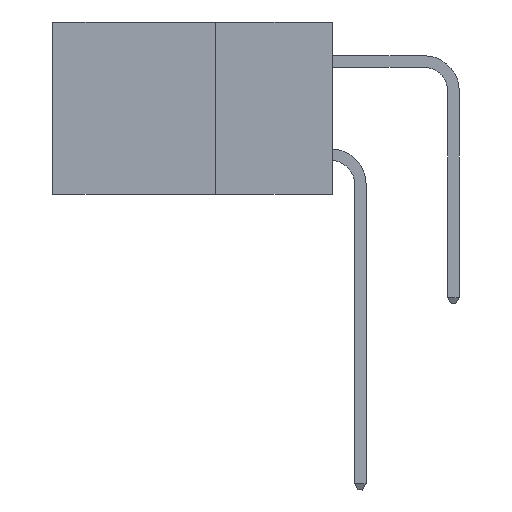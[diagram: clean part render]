
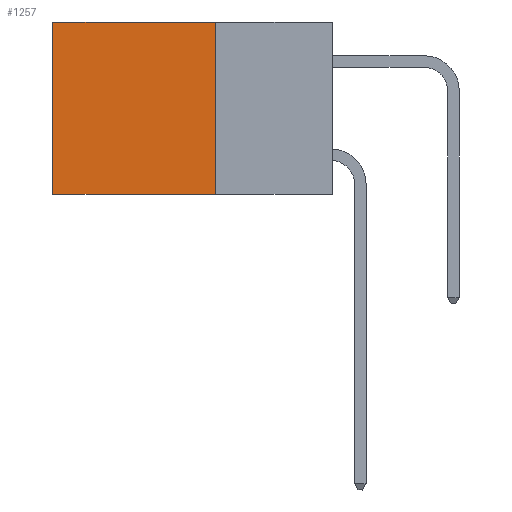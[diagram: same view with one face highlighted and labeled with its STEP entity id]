
A CAD part, left-side view. The second image highlights one B-rep face of the part: STEP entity #1257.
In plain terms, the highlighted planar face has unit normal (-1, 0, 0).
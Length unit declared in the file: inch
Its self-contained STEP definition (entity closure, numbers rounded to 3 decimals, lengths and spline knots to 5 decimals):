
#1257 = ADVANCED_FACE ( 'NONE', ( #1344 ), #8555, .F. ) ;
#1344 = FACE_OUTER_BOUND ( 'NONE', #23550, .T. ) ;
#1437 = LINE ( 'NONE', #8760, #4752 ) ;
#1453 = ORIENTED_EDGE ( 'NONE', *, *, #13802, .F. ) ;
#1669 = DIRECTION ( 'NONE',  ( 0., 1., 0. ) ) ;
#2926 = DIRECTION ( 'NONE',  ( 0., 0., -1. ) ) ;
#3168 = CARTESIAN_POINT ( 'NONE',  ( 0.2615, 0.25, -0.37 ) ) ;
#3511 = CARTESIAN_POINT ( 'NONE',  ( 0.2615, 0.25, -0.37 ) ) ;
#3745 = VERTEX_POINT ( 'NONE', #19877 ) ;
#3836 = ORIENTED_EDGE ( 'NONE', *, *, #7116, .F. ) ;
#4752 = VECTOR ( 'NONE', #1669, 39.37008 ) ;
#5027 = VERTEX_POINT ( 'NONE', #10215 ) ;
#5072 = LINE ( 'NONE', #8673, #17998 ) ;
#5776 = ORIENTED_EDGE ( 'NONE', *, *, #12944, .T. ) ;
#6870 = DIRECTION ( 'NONE',  ( 0., 0., -1. ) ) ;
#7116 = EDGE_CURVE ( 'NONE', #7698, #19994, #12741, .T. ) ;
#7698 = VERTEX_POINT ( 'NONE', #7770 ) ;
#7770 = CARTESIAN_POINT ( 'NONE',  ( 0.2615, 0.25, 0. ) ) ;
#8440 = CARTESIAN_POINT ( 'NONE',  ( 0.2615, 0.25, -0.37 ) ) ;
#8454 = LINE ( 'NONE', #21268, #15220 ) ;
#8555 = PLANE ( 'NONE',  #14108 ) ;
#8673 = CARTESIAN_POINT ( 'NONE',  ( 0.2615, 0.25, 0. ) ) ;
#8760 = CARTESIAN_POINT ( 'NONE',  ( 0.2615, 0.25, -0.37 ) ) ;
#9025 = DIRECTION ( 'NONE',  ( 0., 0., -1. ) ) ;
#10215 = CARTESIAN_POINT ( 'NONE',  ( 0.2615, 0.6, 0. ) ) ;
#12741 = LINE ( 'NONE', #3511, #21351 ) ;
#12944 = EDGE_CURVE ( 'NONE', #7698, #5027, #5072, .T. ) ;
#13802 = EDGE_CURVE ( 'NONE', #19994, #3745, #1437, .T. ) ;
#14108 = AXIS2_PLACEMENT_3D ( 'NONE', #8440, #19327, #6870 ) ;
#15220 = VECTOR ( 'NONE', #2926, 39.37008 ) ;
#17998 = VECTOR ( 'NONE', #19568, 39.37008 ) ;
#18657 = ORIENTED_EDGE ( 'NONE', *, *, #19887, .T. ) ;
#19327 = DIRECTION ( 'NONE',  ( 1., 0., 0. ) ) ;
#19568 = DIRECTION ( 'NONE',  ( 0., 1., 0. ) ) ;
#19877 = CARTESIAN_POINT ( 'NONE',  ( 0.2615, 0.6, -0.37 ) ) ;
#19887 = EDGE_CURVE ( 'NONE', #5027, #3745, #8454, .T. ) ;
#19994 = VERTEX_POINT ( 'NONE', #3168 ) ;
#21268 = CARTESIAN_POINT ( 'NONE',  ( 0.2615, 0.6, -0.37 ) ) ;
#21351 = VECTOR ( 'NONE', #9025, 39.37008 ) ;
#23550 = EDGE_LOOP ( 'NONE', ( #18657, #1453, #3836, #5776 ) ) ;
